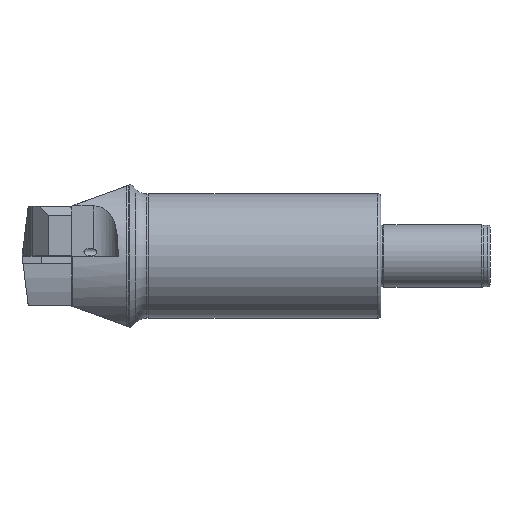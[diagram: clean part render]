
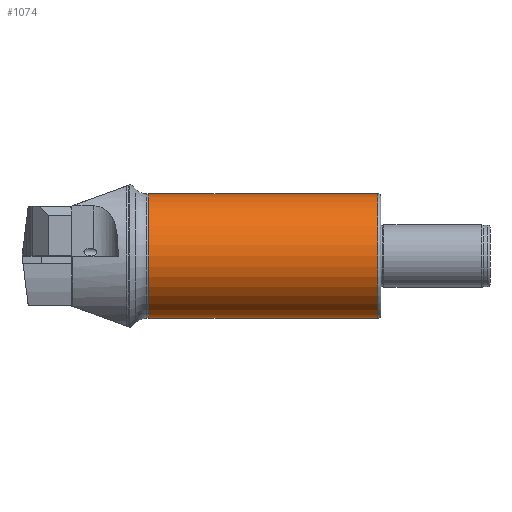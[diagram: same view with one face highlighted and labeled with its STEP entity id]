
A CAD part, front view. The second image highlights one B-rep face of the part: STEP entity #1074.
In plain terms, the highlighted cylindrical face has radius 40 mm (diameter 80 mm), a full revolution.
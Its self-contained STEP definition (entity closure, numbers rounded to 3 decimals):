
#889=FACE_BOUND('',#1326,.T.);
#890=FACE_BOUND('',#1327,.T.);
#952=CYLINDRICAL_SURFACE('',#2713,40.);
#1013=CIRCLE('',#2710,40.);
#1014=CIRCLE('',#2712,40.);
#1074=ADVANCED_FACE('',(#889,#890),#952,.T.);
#1326=EDGE_LOOP('',(#1578));
#1327=EDGE_LOOP('',(#1579));
#1578=ORIENTED_EDGE('',*,*,#2207,.F.);
#1579=ORIENTED_EDGE('',*,*,#2208,.T.);
#2018=VERTEX_POINT('',#3594);
#2019=VERTEX_POINT('',#3597);
#2207=EDGE_CURVE('',#2018,#2018,#1013,.T.);
#2208=EDGE_CURVE('',#2019,#2019,#1014,.T.);
#2710=AXIS2_PLACEMENT_3D('',#3593,#2975,#2976);
#2712=AXIS2_PLACEMENT_3D('',#3596,#2979,#2980);
#2713=AXIS2_PLACEMENT_3D('',#3598,#2981,#2982);
#2975=DIRECTION('',(-1.,0.,0.));
#2976=DIRECTION('',(0.,0.,1.));
#2979=DIRECTION('',(-1.,0.,0.));
#2980=DIRECTION('',(0.,0.,1.));
#2981=DIRECTION('',(-1.,0.,0.));
#2982=DIRECTION('',(0.,0.,1.));
#3593=CARTESIAN_POINT('',(50.615,0.,0.));
#3594=CARTESIAN_POINT('',(50.615,0.,40.));
#3596=CARTESIAN_POINT('',(197.38,0.,0.));
#3597=CARTESIAN_POINT('',(197.38,0.,40.));
#3598=CARTESIAN_POINT('',(0.,0.,0.));
